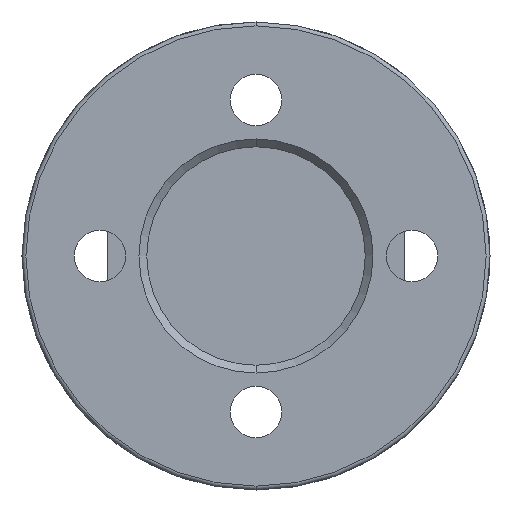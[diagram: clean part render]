
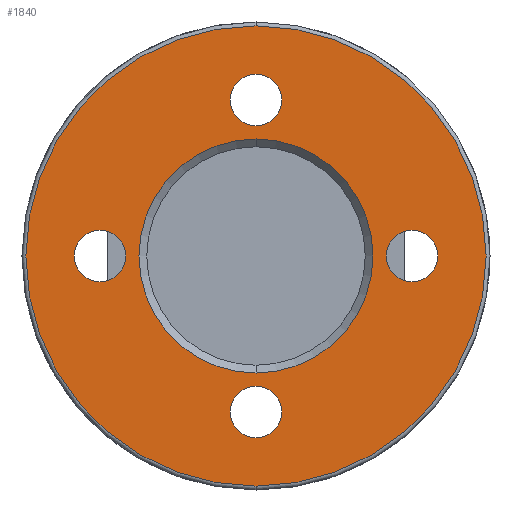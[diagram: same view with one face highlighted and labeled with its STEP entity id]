
A CAD part, front view. The second image highlights one B-rep face of the part: STEP entity #1840.
In plain terms, the highlighted planar face has unit normal (0, -1, 0).
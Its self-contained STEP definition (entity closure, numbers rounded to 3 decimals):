
#184 = CARTESIAN_POINT ( 'NONE',  ( 0., -11., -29.5 ) ) ;
#231 = DIRECTION ( 'NONE',  ( 0., 1., 0. ) ) ;
#263 = VERTEX_POINT ( 'NONE', #534 ) ;
#341 = CARTESIAN_POINT ( 'NONE',  ( 0., -11., 20. ) ) ;
#505 = ORIENTED_EDGE ( 'NONE', *, *, #7426, .T. ) ;
#534 = CARTESIAN_POINT ( 'NONE',  ( 0., -11., 15. ) ) ;
#1225 = AXIS2_PLACEMENT_3D ( 'NONE', #25182, #14930, #30153 ) ;
#1306 = CARTESIAN_POINT ( 'NONE',  ( 0., -11., -20. ) ) ;
#1404 = PLANE ( 'NONE',  #1826 ) ;
#1419 = DIRECTION ( 'NONE',  ( 0., 1., 0. ) ) ;
#1444 = VERTEX_POINT ( 'NONE', #4353 ) ;
#1826 = AXIS2_PLACEMENT_3D ( 'NONE', #3773, #18996, #23871 ) ;
#1840 = ADVANCED_FACE ( 'NONE', ( #20917, #9738, #7801, #22856, #16681, #5480 ), #1404, .T. ) ;
#1965 = DIRECTION ( 'NONE',  ( 0., -1., 0. ) ) ;
#2192 = DIRECTION ( 'NONE',  ( -1., 0., 0. ) ) ;
#2375 = DIRECTION ( 'NONE',  ( 1., 0., 0. ) ) ;
#2772 = CIRCLE ( 'NONE', #7735, 3.3 ) ;
#2793 = EDGE_CURVE ( 'NONE', #15518, #31972, #22832, .T. ) ;
#2874 = AXIS2_PLACEMENT_3D ( 'NONE', #341, #17713, #5123 ) ;
#2886 = CIRCLE ( 'NONE', #4400, 3.3 ) ;
#3773 = CARTESIAN_POINT ( 'NONE',  ( 0., -11., -30. ) ) ;
#4106 = DIRECTION ( 'NONE',  ( -1., 0., 0. ) ) ;
#4353 = CARTESIAN_POINT ( 'NONE',  ( -16.7, -11., 0. ) ) ;
#4400 = AXIS2_PLACEMENT_3D ( 'NONE', #13919, #24206, #4106 ) ;
#4426 = ORIENTED_EDGE ( 'NONE', *, *, #15129, .T. ) ;
#5123 = DIRECTION ( 'NONE',  ( 1., 0., 0. ) ) ;
#5480 = FACE_BOUND ( 'NONE', #14841, .T. ) ;
#6520 = EDGE_CURVE ( 'NONE', #263, #21918, #27303, .T. ) ;
#6595 = CARTESIAN_POINT ( 'NONE',  ( 0., -11., -15. ) ) ;
#7014 = DIRECTION ( 'NONE',  ( 0., -1., 0. ) ) ;
#7426 = EDGE_CURVE ( 'NONE', #27690, #30733, #2886, .T. ) ;
#7725 = CIRCLE ( 'NONE', #16024, 3.3 ) ;
#7735 = AXIS2_PLACEMENT_3D ( 'NONE', #15049, #231, #29831 ) ;
#7801 = FACE_BOUND ( 'NONE', #21046, .T. ) ;
#8539 = ORIENTED_EDGE ( 'NONE', *, *, #17330, .T. ) ;
#8899 = CARTESIAN_POINT ( 'NONE',  ( 0., -11., 0. ) ) ;
#8900 = AXIS2_PLACEMENT_3D ( 'NONE', #21810, #7014, #24502 ) ;
#8961 = CARTESIAN_POINT ( 'NONE',  ( 23.3, -11., 0. ) ) ;
#9230 = CARTESIAN_POINT ( 'NONE',  ( 0., -11., 0. ) ) ;
#9267 = CIRCLE ( 'NONE', #16192, 3.3 ) ;
#9738 = FACE_OUTER_BOUND ( 'NONE', #26442, .T. ) ;
#10062 = DIRECTION ( 'NONE',  ( -1., 0., 0. ) ) ;
#11101 = VERTEX_POINT ( 'NONE', #8961 ) ;
#11280 = CARTESIAN_POINT ( 'NONE',  ( -3.3, -11., -20. ) ) ;
#11369 = AXIS2_PLACEMENT_3D ( 'NONE', #8899, #23775, #28849 ) ;
#11540 = EDGE_CURVE ( 'NONE', #18608, #11101, #19286, .T. ) ;
#11584 = EDGE_LOOP ( 'NONE', ( #12311, #29562 ) ) ;
#11915 = DIRECTION ( 'NONE',  ( 0., 0., -1. ) ) ;
#12050 = EDGE_CURVE ( 'NONE', #31972, #15518, #23487, .T. ) ;
#12159 = DIRECTION ( 'NONE',  ( 0., 1., 0. ) ) ;
#12311 = ORIENTED_EDGE ( 'NONE', *, *, #21997, .F. ) ;
#12474 = EDGE_CURVE ( 'NONE', #30733, #27690, #20756, .T. ) ;
#12516 = EDGE_CURVE ( 'NONE', #1444, #18278, #22338, .T. ) ;
#12863 = CARTESIAN_POINT ( 'NONE',  ( 16.7, -11., 0. ) ) ;
#13919 = CARTESIAN_POINT ( 'NONE',  ( 0., -11., 20. ) ) ;
#14296 = CARTESIAN_POINT ( 'NONE',  ( 20., -11., 0. ) ) ;
#14309 = CIRCLE ( 'NONE', #26940, 3.3 ) ;
#14645 = CARTESIAN_POINT ( 'NONE',  ( 0., -11., 0. ) ) ;
#14656 = ORIENTED_EDGE ( 'NONE', *, *, #11540, .T. ) ;
#14841 = EDGE_LOOP ( 'NONE', ( #4426, #30720 ) ) ;
#14930 = DIRECTION ( 'NONE',  ( 0., 1., 0. ) ) ;
#15049 = CARTESIAN_POINT ( 'NONE',  ( 0., -11., -20. ) ) ;
#15129 = EDGE_CURVE ( 'NONE', #21373, #21465, #2772, .T. ) ;
#15518 = VERTEX_POINT ( 'NONE', #184 ) ;
#16024 = AXIS2_PLACEMENT_3D ( 'NONE', #26692, #24637, #2375 ) ;
#16192 = AXIS2_PLACEMENT_3D ( 'NONE', #16514, #29684, #10062 ) ;
#16514 = CARTESIAN_POINT ( 'NONE',  ( -20., -11., 0. ) ) ;
#16671 = EDGE_CURVE ( 'NONE', #21465, #21373, #14309, .T. ) ;
#16681 = FACE_BOUND ( 'NONE', #18705, .T. ) ;
#17330 = EDGE_CURVE ( 'NONE', #18278, #1444, #9267, .T. ) ;
#17513 = ORIENTED_EDGE ( 'NONE', *, *, #12474, .T. ) ;
#17533 = DIRECTION ( 'NONE',  ( 0., 0., -1. ) ) ;
#17713 = DIRECTION ( 'NONE',  ( 0., 1., 0. ) ) ;
#18278 = VERTEX_POINT ( 'NONE', #18713 ) ;
#18608 = VERTEX_POINT ( 'NONE', #12863 ) ;
#18705 = EDGE_LOOP ( 'NONE', ( #30787, #8539 ) ) ;
#18713 = CARTESIAN_POINT ( 'NONE',  ( -23.3, -11., 0. ) ) ;
#18876 = AXIS2_PLACEMENT_3D ( 'NONE', #14645, #29763, #17533 ) ;
#18996 = DIRECTION ( 'NONE',  ( 0., -1., 0. ) ) ;
#19217 = CIRCLE ( 'NONE', #8900, 15. ) ;
#19286 = CIRCLE ( 'NONE', #29757, 3.3 ) ;
#19992 = ORIENTED_EDGE ( 'NONE', *, *, #31423, .T. ) ;
#20756 = CIRCLE ( 'NONE', #2874, 3.3 ) ;
#20847 = DIRECTION ( 'NONE',  ( -1., 0., 0. ) ) ;
#20917 = FACE_BOUND ( 'NONE', #11584, .T. ) ;
#21046 = EDGE_LOOP ( 'NONE', ( #19992, #14656 ) ) ;
#21373 = VERTEX_POINT ( 'NONE', #23147 ) ;
#21441 = CARTESIAN_POINT ( 'NONE',  ( 3.3, -11., 20. ) ) ;
#21465 = VERTEX_POINT ( 'NONE', #11280 ) ;
#21810 = CARTESIAN_POINT ( 'NONE',  ( 0., -11., 0. ) ) ;
#21918 = VERTEX_POINT ( 'NONE', #6595 ) ;
#21997 = EDGE_CURVE ( 'NONE', #21918, #263, #19217, .T. ) ;
#22224 = ORIENTED_EDGE ( 'NONE', *, *, #12050, .T. ) ;
#22338 = CIRCLE ( 'NONE', #1225, 3.3 ) ;
#22832 = CIRCLE ( 'NONE', #23263, 29.5 ) ;
#22856 = FACE_BOUND ( 'NONE', #27609, .T. ) ;
#23147 = CARTESIAN_POINT ( 'NONE',  ( 3.3, -11., -20. ) ) ;
#23263 = AXIS2_PLACEMENT_3D ( 'NONE', #9230, #1965, #11915 ) ;
#23487 = CIRCLE ( 'NONE', #11369, 29.5 ) ;
#23775 = DIRECTION ( 'NONE',  ( 0., -1., 0. ) ) ;
#23871 = DIRECTION ( 'NONE',  ( 0., 0., -1. ) ) ;
#24105 = CARTESIAN_POINT ( 'NONE',  ( 0., -11., 29.5 ) ) ;
#24206 = DIRECTION ( 'NONE',  ( 0., 1., 0. ) ) ;
#24502 = DIRECTION ( 'NONE',  ( 0., 0., -1. ) ) ;
#24637 = DIRECTION ( 'NONE',  ( 0., 1., 0. ) ) ;
#25182 = CARTESIAN_POINT ( 'NONE',  ( -20., -11., 0. ) ) ;
#26442 = EDGE_LOOP ( 'NONE', ( #31258, #22224 ) ) ;
#26692 = CARTESIAN_POINT ( 'NONE',  ( 20., -11., 0. ) ) ;
#26940 = AXIS2_PLACEMENT_3D ( 'NONE', #1306, #1419, #20847 ) ;
#27303 = CIRCLE ( 'NONE', #18876, 15. ) ;
#27609 = EDGE_LOOP ( 'NONE', ( #17513, #505 ) ) ;
#27690 = VERTEX_POINT ( 'NONE', #31468 ) ;
#28849 = DIRECTION ( 'NONE',  ( 0., 0., -1. ) ) ;
#29562 = ORIENTED_EDGE ( 'NONE', *, *, #6520, .F. ) ;
#29684 = DIRECTION ( 'NONE',  ( 0., 1., 0. ) ) ;
#29757 = AXIS2_PLACEMENT_3D ( 'NONE', #14296, #12159, #2192 ) ;
#29763 = DIRECTION ( 'NONE',  ( 0., -1., 0. ) ) ;
#29831 = DIRECTION ( 'NONE',  ( 1., 0., 0. ) ) ;
#30153 = DIRECTION ( 'NONE',  ( 1., 0., 0. ) ) ;
#30720 = ORIENTED_EDGE ( 'NONE', *, *, #16671, .T. ) ;
#30733 = VERTEX_POINT ( 'NONE', #21441 ) ;
#30787 = ORIENTED_EDGE ( 'NONE', *, *, #12516, .T. ) ;
#31258 = ORIENTED_EDGE ( 'NONE', *, *, #2793, .T. ) ;
#31423 = EDGE_CURVE ( 'NONE', #11101, #18608, #7725, .T. ) ;
#31468 = CARTESIAN_POINT ( 'NONE',  ( -3.3, -11., 20. ) ) ;
#31972 = VERTEX_POINT ( 'NONE', #24105 ) ;
